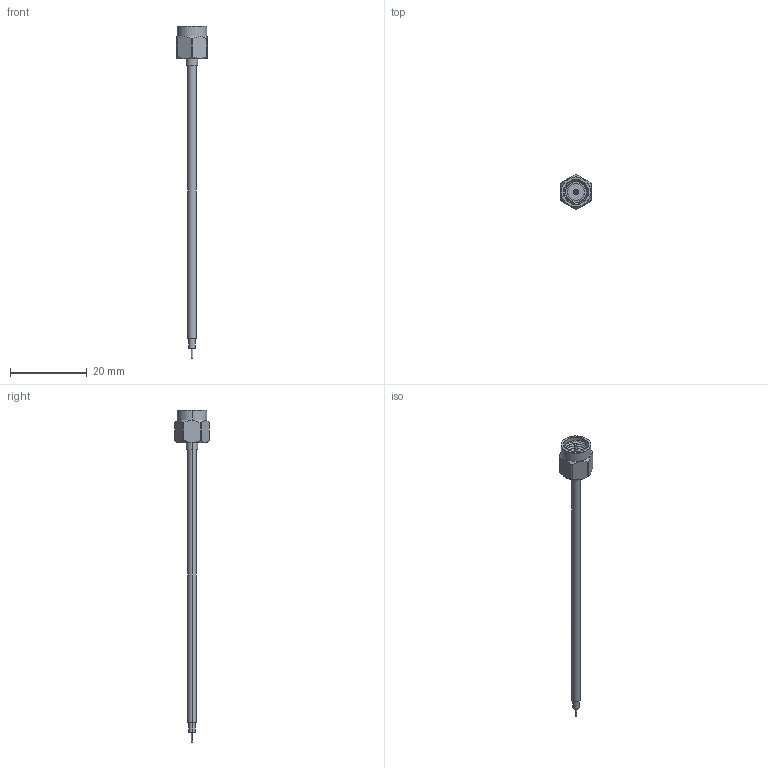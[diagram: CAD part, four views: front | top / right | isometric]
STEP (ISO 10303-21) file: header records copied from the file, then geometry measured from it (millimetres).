
FILE_DESCRIPTION (( 'STEP AP214' ), '1' );
FILE_NAME ('FMCA2398.step', '2021-07-12T16:18:42', ( '' ), ( '' ), 'SwSTEP 2.0', 'SolidWorks 2020', '' );
FILE_SCHEMA (( 'AUTOMOTIVE_DESIGN' ));
Length unit declared in the file: inch
Products named in the file (3): SC3020^FMCA2398; FMCA2398; FM-SR086TB^FMCA2398_Trimmed
Assembly tree (2 placements, depth 2):
  FMCA2398
    FM-SR086TB^FMCA2398_Trimmed
    SC3020^FMCA2398
Bounding box: 8 x 9.02 x 86.51 mm (x, y, z)
Volume: 616.7 mm3; surface area: 1020.6 mm2
Topology: 2 solids, 2 shells, 80 faces, 180 edges, 112 vertices
Faces by surface type: cylinder 36, plane 18, cone 17, torus 6, bspline 3
Entity records: 3513 total; most frequent: CARTESIAN_POINT 1513, DIRECTION 379, ORIENTED_EDGE 360, EDGE_CURVE 180, AXIS2_PLACEMENT_3D 164, VERTEX_POINT 112, EDGE_LOOP 88, CIRCLE 82
